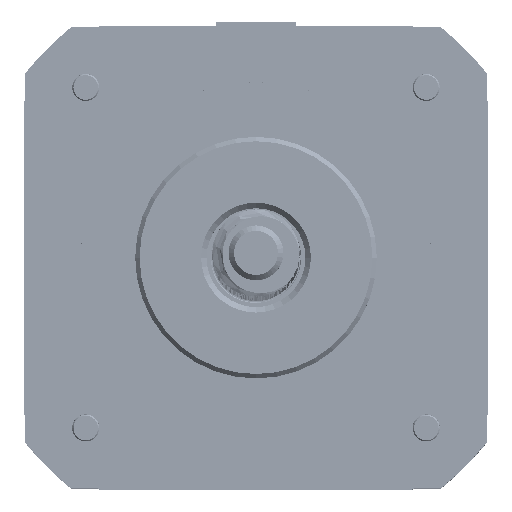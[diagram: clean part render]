
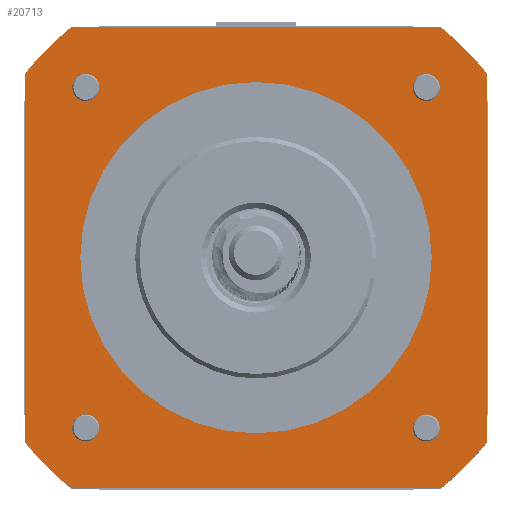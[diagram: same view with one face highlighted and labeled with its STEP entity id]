
A CAD part, top view. The second image highlights one B-rep face of the part: STEP entity #20713.
In plain terms, the highlighted planar face has unit normal (0, 0, 1).
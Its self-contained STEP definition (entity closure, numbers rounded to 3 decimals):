
#1400=FACE_BOUND('',#2941,.T.);
#1401=FACE_BOUND('',#2942,.T.);
#1402=FACE_BOUND('',#2943,.T.);
#1403=FACE_BOUND('',#2944,.T.);
#1404=FACE_BOUND('',#2945,.T.);
#1856=FACE_OUTER_BOUND('',#2940,.T.);
#2940=EDGE_LOOP('',(#15461,#15462,#15463,#15464,#15465,#15466,#15467,#15468));
#2941=EDGE_LOOP('',(#15469));
#2942=EDGE_LOOP('',(#15470));
#2943=EDGE_LOOP('',(#15471));
#2944=EDGE_LOOP('',(#15472));
#2945=EDGE_LOOP('',(#15473));
#4058=CIRCLE('',#22221,26.9);
#4060=CIRCLE('',#22224,26.9);
#4062=CIRCLE('',#22227,26.9);
#4064=CIRCLE('',#22230,26.9);
#4066=CIRCLE('',#22233,1.232);
#4067=CIRCLE('',#22234,1.232);
#4068=CIRCLE('',#22235,1.232);
#4069=CIRCLE('',#22236,1.232);
#4070=CIRCLE('',#22237,16.);
#5311=LINE('',#31408,#6925);
#5312=LINE('',#31409,#6926);
#5313=LINE('',#31410,#6927);
#5314=LINE('',#31411,#6928);
#6925=VECTOR('',#25856,33.622);
#6926=VECTOR('',#25857,33.622);
#6927=VECTOR('',#25858,33.622);
#6928=VECTOR('',#25859,33.622);
#8548=VERTEX_POINT('',#31372);
#8549=VERTEX_POINT('',#31373);
#8552=VERTEX_POINT('',#31381);
#8553=VERTEX_POINT('',#31382);
#8556=VERTEX_POINT('',#31390);
#8557=VERTEX_POINT('',#31391);
#8560=VERTEX_POINT('',#31399);
#8561=VERTEX_POINT('',#31400);
#8564=VERTEX_POINT('',#31412);
#8565=VERTEX_POINT('',#31414);
#8566=VERTEX_POINT('',#31416);
#8567=VERTEX_POINT('',#31418);
#8568=VERTEX_POINT('',#31420);
#11062=EDGE_CURVE('',#8548,#8549,#4058,.T.);
#11066=EDGE_CURVE('',#8552,#8553,#4060,.T.);
#11070=EDGE_CURVE('',#8556,#8557,#4062,.T.);
#11074=EDGE_CURVE('',#8560,#8561,#4064,.T.);
#11078=EDGE_CURVE('',#8557,#8552,#5311,.T.);
#11079=EDGE_CURVE('',#8553,#8548,#5312,.T.);
#11080=EDGE_CURVE('',#8549,#8560,#5313,.T.);
#11081=EDGE_CURVE('',#8561,#8556,#5314,.T.);
#11082=EDGE_CURVE('',#8564,#8564,#4066,.T.);
#11083=EDGE_CURVE('',#8565,#8565,#4067,.T.);
#11084=EDGE_CURVE('',#8566,#8566,#4068,.T.);
#11085=EDGE_CURVE('',#8567,#8567,#4069,.T.);
#11086=EDGE_CURVE('',#8568,#8568,#4070,.T.);
#15461=ORIENTED_EDGE('',*,*,#11070,.T.);
#15462=ORIENTED_EDGE('',*,*,#11078,.T.);
#15463=ORIENTED_EDGE('',*,*,#11066,.T.);
#15464=ORIENTED_EDGE('',*,*,#11079,.T.);
#15465=ORIENTED_EDGE('',*,*,#11062,.T.);
#15466=ORIENTED_EDGE('',*,*,#11080,.T.);
#15467=ORIENTED_EDGE('',*,*,#11074,.T.);
#15468=ORIENTED_EDGE('',*,*,#11081,.T.);
#15469=ORIENTED_EDGE('',*,*,#11082,.F.);
#15470=ORIENTED_EDGE('',*,*,#11083,.F.);
#15471=ORIENTED_EDGE('',*,*,#11084,.F.);
#15472=ORIENTED_EDGE('',*,*,#11085,.F.);
#15473=ORIENTED_EDGE('',*,*,#11086,.F.);
#19608=PLANE('',#22232);
#20713=ADVANCED_FACE('',(#1856,#1400,#1401,#1402,#1403,#1404),#19608,.F.);
#22221=AXIS2_PLACEMENT_3D('',#31374,#25824,#25825);
#22224=AXIS2_PLACEMENT_3D('',#31383,#25832,#25833);
#22227=AXIS2_PLACEMENT_3D('',#31392,#25840,#25841);
#22230=AXIS2_PLACEMENT_3D('',#31401,#25848,#25849);
#22232=AXIS2_PLACEMENT_3D('',#31407,#25854,#25855);
#22233=AXIS2_PLACEMENT_3D('',#31413,#25860,#25861);
#22234=AXIS2_PLACEMENT_3D('',#31415,#25862,#25863);
#22235=AXIS2_PLACEMENT_3D('',#31417,#25864,#25865);
#22236=AXIS2_PLACEMENT_3D('',#31419,#25866,#25867);
#22237=AXIS2_PLACEMENT_3D('',#31421,#25868,#25869);
#25824=DIRECTION('center_axis',(0.,0.,
1.));
#25825=DIRECTION('ref_axis',(-0.625,-0.781,0.));
#25832=DIRECTION('center_axis',(0.,0.,
1.));
#25833=DIRECTION('ref_axis',(-0.781,0.625,0.));
#25840=DIRECTION('center_axis',(0.,0.,
1.));
#25841=DIRECTION('ref_axis',(0.625,0.781,0.));
#25848=DIRECTION('center_axis',(0.,0.,
1.));
#25849=DIRECTION('ref_axis',(0.781,-0.625,0.));
#25854=DIRECTION('center_axis',(0.,0.,
-1.));
#25855=DIRECTION('ref_axis',(1.,0.,0.));
#25856=DIRECTION('',(1.,0.,0.));
#25857=DIRECTION('',(0.,1.,0.));
#25858=DIRECTION('',(-1.,0.,0.));
#25859=DIRECTION('',(0.,-1.,0.));
#25860=DIRECTION('center_axis',(0.,0.,
1.));
#25861=DIRECTION('ref_axis',(0.,1.,0.));
#25862=DIRECTION('center_axis',(0.,0.,
1.));
#25863=DIRECTION('ref_axis',(-1.,0.,0.));
#25864=DIRECTION('center_axis',(0.,0.,
1.));
#25865=DIRECTION('ref_axis',(0.,-1.,0.));
#25866=DIRECTION('center_axis',(0.,0.,
1.));
#25867=DIRECTION('ref_axis',(1.,0.,0.));
#25868=DIRECTION('center_axis',(0.,0.,
1.));
#25869=DIRECTION('ref_axis',(-1.,0.,0.));
#31372=CARTESIAN_POINT('',(21.,16.811,38.6));
#31373=CARTESIAN_POINT('',(16.811,21.,38.6));
#31374=CARTESIAN_POINT('Origin',(0.,0.,
38.6));
#31381=CARTESIAN_POINT('',(16.811,-21.,38.6));
#31382=CARTESIAN_POINT('',(21.,-16.811,38.6));
#31383=CARTESIAN_POINT('Origin',(0.,0.,
38.6));
#31390=CARTESIAN_POINT('',(-21.,-16.811,38.6));
#31391=CARTESIAN_POINT('',(-16.811,-21.,38.6));
#31392=CARTESIAN_POINT('Origin',(0.,0.,
38.6));
#31399=CARTESIAN_POINT('',(-16.811,21.,38.6));
#31400=CARTESIAN_POINT('',(-21.,16.811,38.6));
#31401=CARTESIAN_POINT('Origin',(0.,0.,
38.6));
#31407=CARTESIAN_POINT('Origin',(0.,0.,
38.6));
#31408=CARTESIAN_POINT('',(-16.811,-21.,38.6));
#31409=CARTESIAN_POINT('',(21.,-16.811,38.6));
#31410=CARTESIAN_POINT('',(16.811,21.,38.6));
#31411=CARTESIAN_POINT('',(-21.,16.811,38.6));
#31412=CARTESIAN_POINT('',(15.5,-14.268,38.6));
#31413=CARTESIAN_POINT('Origin',(15.5,-15.5,38.6));
#31414=CARTESIAN_POINT('',(14.268,15.5,38.6));
#31415=CARTESIAN_POINT('Origin',(15.5,15.5,38.6));
#31416=CARTESIAN_POINT('',(-15.5,14.268,38.6));
#31417=CARTESIAN_POINT('Origin',(-15.5,15.5,38.6));
#31418=CARTESIAN_POINT('',(-14.268,-15.5,38.6));
#31419=CARTESIAN_POINT('Origin',(-15.5,-15.5,38.6));
#31420=CARTESIAN_POINT('',(16.,0.,38.6));
#31421=CARTESIAN_POINT('Origin',(0.,0.,
38.6));
